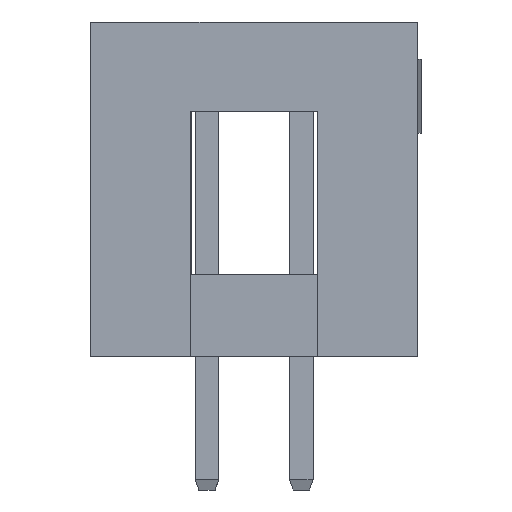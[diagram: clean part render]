
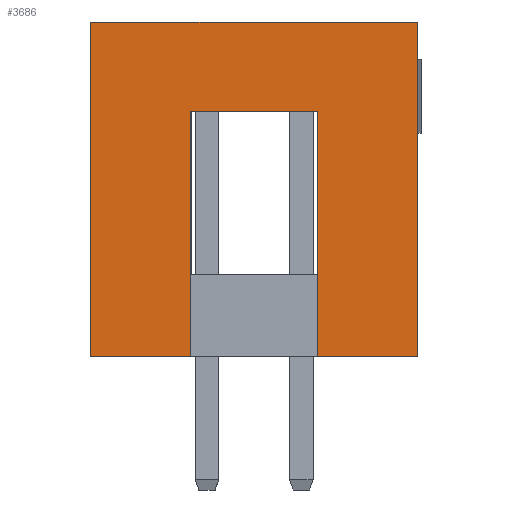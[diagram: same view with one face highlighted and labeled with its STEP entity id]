
A CAD part, left-side view. The second image highlights one B-rep face of the part: STEP entity #3686.
In plain terms, the highlighted planar face has unit normal (-1, 0, 0).
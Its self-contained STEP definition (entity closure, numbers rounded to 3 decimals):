
#66 = VERTEX_POINT ( 'NONE', #14890 ) ;
#186 = CARTESIAN_POINT ( 'NONE',  ( -5.17, 5.67, 0. ) ) ;
#1180 = ORIENTED_EDGE ( 'NONE', *, *, #2267, .T. ) ;
#1356 = ORIENTED_EDGE ( 'NONE', *, *, #4731, .F. ) ;
#1458 = VERTEX_POINT ( 'NONE', #10373 ) ;
#1615 = DIRECTION ( 'NONE',  ( -1., 0., 0. ) ) ;
#1851 = VECTOR ( 'NONE', #9019, 1000. ) ;
#2067 = CARTESIAN_POINT ( 'NONE',  ( -5.17, 5.67, 9. ) ) ;
#2267 = EDGE_CURVE ( 'NONE', #2348, #11294, #12955, .T. ) ;
#2348 = VERTEX_POINT ( 'NONE', #9583 ) ;
#2624 = DIRECTION ( 'NONE',  ( 0., 0., -1. ) ) ;
#2635 = VERTEX_POINT ( 'NONE', #7869 ) ;
#2808 = CARTESIAN_POINT ( 'NONE',  ( -5.17, 0., 0. ) ) ;
#2852 = DIRECTION ( 'NONE',  ( 0., -1., 0. ) ) ;
#2917 = VECTOR ( 'NONE', #8091, 1000. ) ;
#2976 = LINE ( 'NONE', #13532, #4920 ) ;
#3376 = ORIENTED_EDGE ( 'NONE', *, *, #11879, .T. ) ;
#3623 = EDGE_LOOP ( 'NONE', ( #1180, #3376, #7640, #5947, #1356, #14672, #15347, #6294 ) ) ;
#3686 = ADVANCED_FACE ( 'NONE', ( #11110 ), #5279, .T. ) ;
#3747 = DIRECTION ( 'NONE',  ( 0., -1., 0. ) ) ;
#4001 = AXIS2_PLACEMENT_3D ( 'NONE', #2808, #1615, #10235 ) ;
#4247 = CARTESIAN_POINT ( 'NONE',  ( -5.17, 2.97, 6.6 ) ) ;
#4361 = EDGE_CURVE ( 'NONE', #10467, #2348, #8541, .T. ) ;
#4731 = EDGE_CURVE ( 'NONE', #2635, #11171, #6974, .T. ) ;
#4920 = VECTOR ( 'NONE', #3747, 1000. ) ;
#4943 = CARTESIAN_POINT ( 'NONE',  ( -5.17, 0., 0. ) ) ;
#5279 = PLANE ( 'NONE',  #4001 ) ;
#5947 = ORIENTED_EDGE ( 'NONE', *, *, #11750, .T. ) ;
#5968 = VECTOR ( 'NONE', #2852, 1000. ) ;
#6225 = VECTOR ( 'NONE', #7403, 1000. ) ;
#6294 = ORIENTED_EDGE ( 'NONE', *, *, #4361, .T. ) ;
#6648 = VERTEX_POINT ( 'NONE', #2067 ) ;
#6716 = CARTESIAN_POINT ( 'NONE',  ( -5.17, 0., 0. ) ) ;
#6974 = LINE ( 'NONE', #14441, #2917 ) ;
#7403 = DIRECTION ( 'NONE',  ( 0., -1., 0. ) ) ;
#7640 = ORIENTED_EDGE ( 'NONE', *, *, #7697, .T. ) ;
#7697 = EDGE_CURVE ( 'NONE', #66, #1458, #10541, .T. ) ;
#7869 = CARTESIAN_POINT ( 'NONE',  ( -5.17, -3.13, 9. ) ) ;
#8091 = DIRECTION ( 'NONE',  ( 0., 0., -1. ) ) ;
#8395 = CARTESIAN_POINT ( 'NONE',  ( -5.17, 2.97, 0. ) ) ;
#8541 = LINE ( 'NONE', #4943, #6225 ) ;
#9019 = DIRECTION ( 'NONE',  ( 0., 0., -1. ) ) ;
#9203 = CARTESIAN_POINT ( 'NONE',  ( -5.17, -3.13, 0. ) ) ;
#9340 = EDGE_CURVE ( 'NONE', #6648, #2635, #2976, .T. ) ;
#9583 = CARTESIAN_POINT ( 'NONE',  ( -5.17, 2.97, 0. ) ) ;
#10235 = DIRECTION ( 'NONE',  ( 0., 0., 1. ) ) ;
#10373 = CARTESIAN_POINT ( 'NONE',  ( -5.17, -0.43, 0. ) ) ;
#10467 = VERTEX_POINT ( 'NONE', #13906 ) ;
#10541 = LINE ( 'NONE', #13911, #1851 ) ;
#10801 = LINE ( 'NONE', #6716, #5968 ) ;
#11110 = FACE_OUTER_BOUND ( 'NONE', #3623, .T. ) ;
#11171 = VERTEX_POINT ( 'NONE', #9203 ) ;
#11217 = VECTOR ( 'NONE', #2624, 1000. ) ;
#11294 = VERTEX_POINT ( 'NONE', #4247 ) ;
#11750 = EDGE_CURVE ( 'NONE', #1458, #11171, #10801, .T. ) ;
#11879 = EDGE_CURVE ( 'NONE', #11294, #66, #14854, .T. ) ;
#12025 = VECTOR ( 'NONE', #14518, 1000. ) ;
#12955 = LINE ( 'NONE', #8395, #12025 ) ;
#13154 = LINE ( 'NONE', #186, #11217 ) ;
#13532 = CARTESIAN_POINT ( 'NONE',  ( -5.17, 0., 9. ) ) ;
#13868 = CARTESIAN_POINT ( 'NONE',  ( -5.17, 0., 6.6 ) ) ;
#13906 = CARTESIAN_POINT ( 'NONE',  ( -5.17, 5.67, 0. ) ) ;
#13911 = CARTESIAN_POINT ( 'NONE',  ( -5.17, -0.43, 0. ) ) ;
#14292 = EDGE_CURVE ( 'NONE', #6648, #10467, #13154, .T. ) ;
#14441 = CARTESIAN_POINT ( 'NONE',  ( -5.17, -3.13, 0. ) ) ;
#14518 = DIRECTION ( 'NONE',  ( 0., 0., 1. ) ) ;
#14672 = ORIENTED_EDGE ( 'NONE', *, *, #9340, .F. ) ;
#14854 = LINE ( 'NONE', #13868, #15232 ) ;
#14890 = CARTESIAN_POINT ( 'NONE',  ( -5.17, -0.43, 6.6 ) ) ;
#15232 = VECTOR ( 'NONE', #15496, 1000. ) ;
#15347 = ORIENTED_EDGE ( 'NONE', *, *, #14292, .T. ) ;
#15496 = DIRECTION ( 'NONE',  ( 0., -1., 0. ) ) ;
